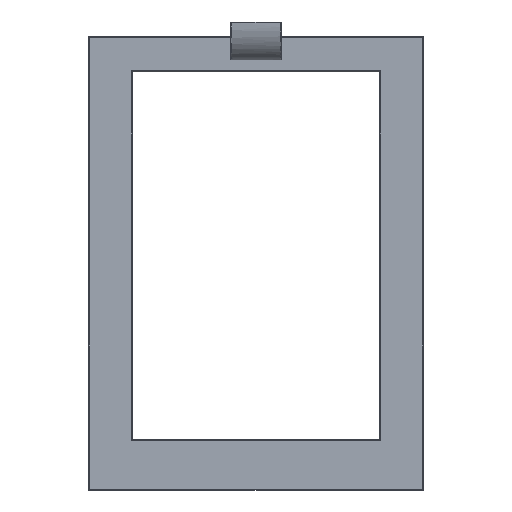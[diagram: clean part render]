
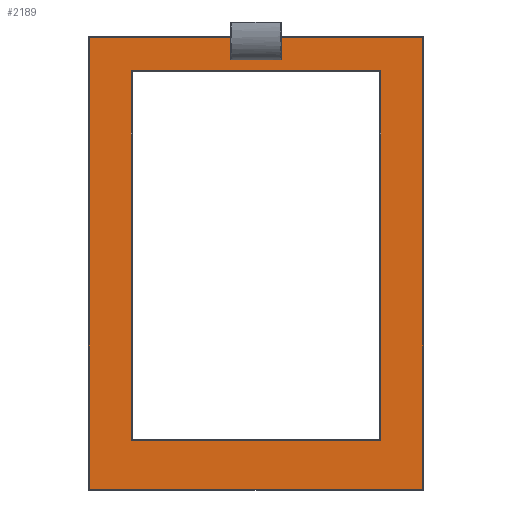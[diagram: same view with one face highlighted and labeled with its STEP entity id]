
A CAD part, top view. The second image highlights one B-rep face of the part: STEP entity #2189.
In plain terms, the highlighted planar face has unit normal (0, 0, 1).
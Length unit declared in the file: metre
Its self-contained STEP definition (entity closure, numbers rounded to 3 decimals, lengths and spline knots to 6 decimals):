
#19=B_SPLINE_CURVE_WITH_KNOTS('',3,(#3330,#3331,#3332,#3333),
 .UNSPECIFIED.,.F.,.F.,(4,4),(0.,0.000324),.UNSPECIFIED.);
#22=B_SPLINE_CURVE_WITH_KNOTS('',3,(#3366,#3367,#3368,#3369),
 .UNSPECIFIED.,.F.,.F.,(4,4),(0.,0.000324),.UNSPECIFIED.);
#426=ORIENTED_EDGE('',*,*,#972,.T.);
#427=ORIENTED_EDGE('',*,*,#887,.T.);
#428=ORIENTED_EDGE('',*,*,#873,.T.);
#429=ORIENTED_EDGE('',*,*,#882,.T.);
#430=ORIENTED_EDGE('',*,*,#878,.T.);
#431=ORIENTED_EDGE('',*,*,#881,.F.);
#432=ORIENTED_EDGE('',*,*,#973,.T.);
#433=ORIENTED_EDGE('',*,*,#974,.T.);
#434=ORIENTED_EDGE('',*,*,#975,.T.);
#435=ORIENTED_EDGE('',*,*,#976,.T.);
#436=ORIENTED_EDGE('',*,*,#977,.T.);
#437=ORIENTED_EDGE('',*,*,#978,.T.);
#438=ORIENTED_EDGE('',*,*,#979,.T.);
#439=ORIENTED_EDGE('',*,*,#980,.T.);
#873=EDGE_CURVE('',#1170,#1171,#19,.T.);
#878=EDGE_CURVE('',#1172,#1173,#22,.T.);
#881=EDGE_CURVE('',#1136,#1173,#1354,.T.);
#882=EDGE_CURVE('',#1171,#1172,#1355,.T.);
#887=EDGE_CURVE('',#1176,#1170,#1359,.T.);
#972=EDGE_CURVE('',#1241,#1176,#1432,.T.);
#973=EDGE_CURVE('',#1136,#1242,#1433,.T.);
#974=EDGE_CURVE('',#1242,#1243,#1434,.F.);
#975=EDGE_CURVE('',#1243,#1244,#1435,.F.);
#976=EDGE_CURVE('',#1244,#1241,#1436,.F.);
#977=EDGE_CURVE('',#1245,#1246,#1437,.T.);
#978=EDGE_CURVE('',#1246,#1247,#1438,.T.);
#979=EDGE_CURVE('',#1247,#1248,#1439,.T.);
#980=EDGE_CURVE('',#1248,#1245,#1440,.T.);
#1136=VERTEX_POINT('',#3203);
#1170=VERTEX_POINT('',#3334);
#1171=VERTEX_POINT('',#3335);
#1172=VERTEX_POINT('',#3370);
#1173=VERTEX_POINT('',#3371);
#1176=VERTEX_POINT('',#3403);
#1241=VERTEX_POINT('',#3596);
#1242=VERTEX_POINT('',#3598);
#1243=VERTEX_POINT('',#3600);
#1244=VERTEX_POINT('',#3602);
#1245=VERTEX_POINT('',#3605);
#1246=VERTEX_POINT('',#3606);
#1247=VERTEX_POINT('',#3608);
#1248=VERTEX_POINT('',#3610);
#1354=LINE('',#3383,#1578);
#1355=LINE('',#3394,#1579);
#1359=LINE('',#3404,#1583);
#1432=LINE('',#3595,#1656);
#1433=LINE('',#3597,#1657);
#1434=LINE('',#3599,#1658);
#1435=LINE('',#3601,#1659);
#1436=LINE('',#3603,#1660);
#1437=LINE('',#3604,#1661);
#1438=LINE('',#3607,#1662);
#1439=LINE('',#3609,#1663);
#1440=LINE('',#3611,#1664);
#1578=VECTOR('',#2655,1.);
#1579=VECTOR('',#2656,1.);
#1583=VECTOR('',#2666,1.);
#1656=VECTOR('',#2811,1.);
#1657=VECTOR('',#2812,1.);
#1658=VECTOR('',#2813,1.);
#1659=VECTOR('',#2814,1.);
#1660=VECTOR('',#2815,1.);
#1661=VECTOR('',#2816,1.);
#1662=VECTOR('',#2817,1.);
#1663=VECTOR('',#2818,1.);
#1664=VECTOR('',#2819,1.);
#1824=EDGE_LOOP('',(#426,#427,#428,#429,#430,#431,#432,#433,#434,#435));
#1825=EDGE_LOOP('',(#436,#437,#438,#439));
#1971=FACE_BOUND('',#1824,.T.);
#1972=FACE_BOUND('',#1825,.T.);
#2089=PLANE('',#2383);
#2189=ADVANCED_FACE('',(#1971,#1972),#2089,.T.);
#2383=AXIS2_PLACEMENT_3D('',#3594,#2809,#2810);
#2655=DIRECTION('',(0.,-1.,0.));
#2656=DIRECTION('',(-1.,0.,0.));
#2666=DIRECTION('',(0.,-1.,0.));
#2809=DIRECTION('',(0.,0.,1.));
#2810=DIRECTION('',(1.,0.,0.));
#2811=DIRECTION('',(-1.,0.,0.));
#2812=DIRECTION('',(-1.,0.,0.));
#2813=DIRECTION('',(0.,1.,0.));
#2814=DIRECTION('',(-1.,0.,0.));
#2815=DIRECTION('',(0.,-1.,0.));
#2816=DIRECTION('',(-1.,0.,0.));
#2817=DIRECTION('',(0.,1.,0.));
#2818=DIRECTION('',(1.,0.,0.));
#2819=DIRECTION('',(0.,-1.,0.));
#3203=CARTESIAN_POINT('',(0.0355,0.002234,0.004));
#3330=CARTESIAN_POINT('',(0.0505,-0.004233,0.004));
#3331=CARTESIAN_POINT('',(0.0505,-0.004343,0.004));
#3332=CARTESIAN_POINT('',(0.05041,-0.004447,0.004));
#3333=CARTESIAN_POINT('',(0.0503,-0.004447,0.004));
#3334=CARTESIAN_POINT('',(0.0505,-0.004233,0.004));
#3335=CARTESIAN_POINT('',(0.0503,-0.004447,0.004));
#3366=CARTESIAN_POINT('',(0.0357,-0.004447,0.004));
#3367=CARTESIAN_POINT('',(0.035591,-0.004447,0.004));
#3368=CARTESIAN_POINT('',(0.0355,-0.004342,0.004));
#3369=CARTESIAN_POINT('',(0.0355,-0.004233,0.004));
#3370=CARTESIAN_POINT('',(0.0357,-0.004447,0.004));
#3371=CARTESIAN_POINT('',(0.0355,-0.004233,0.004));
#3383=CARTESIAN_POINT('',(0.0355,-0.0555,0.004));
#3394=CARTESIAN_POINT('',(0.0505,-0.004447,0.004));
#3403=CARTESIAN_POINT('',(0.0505,0.002234,0.004));
#3404=CARTESIAN_POINT('',(0.0505,-0.0555,0.004));
#3594=CARTESIAN_POINT('',(0.043,-0.0555,0.004));
#3595=CARTESIAN_POINT('',(0.0505,0.002234,0.004));
#3596=CARTESIAN_POINT('',(0.0928,0.002234,0.004));
#3597=CARTESIAN_POINT('',(-0.007,0.002234,0.004));
#3598=CARTESIAN_POINT('',(-0.0068,0.002234,0.004));
#3599=CARTESIAN_POINT('',(-0.0068,-0.0555,0.004));
#3600=CARTESIAN_POINT('',(-0.0068,-0.1328,0.004));
#3601=CARTESIAN_POINT('',(0.043,-0.1328,0.004));
#3602=CARTESIAN_POINT('',(0.0928,-0.1328,0.004));
#3603=CARTESIAN_POINT('',(0.0928,-0.0555,0.004));
#3604=CARTESIAN_POINT('',(0.006,-0.1182,0.004));
#3605=CARTESIAN_POINT('',(0.0802,-0.1182,0.004));
#3606=CARTESIAN_POINT('',(0.0058,-0.1182,0.004));
#3607=CARTESIAN_POINT('',(0.0058,-0.008,0.004));
#3608=CARTESIAN_POINT('',(0.0058,-0.0078,0.004));
#3609=CARTESIAN_POINT('',(0.08,-0.0078,0.004));
#3610=CARTESIAN_POINT('',(0.0802,-0.0078,0.004));
#3611=CARTESIAN_POINT('',(0.0802,-0.118,0.004));
